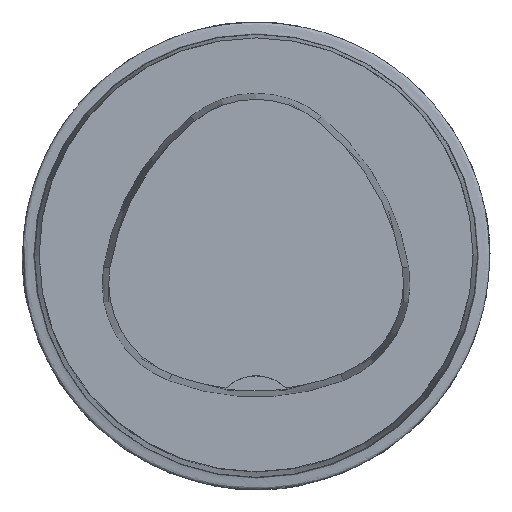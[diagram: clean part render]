
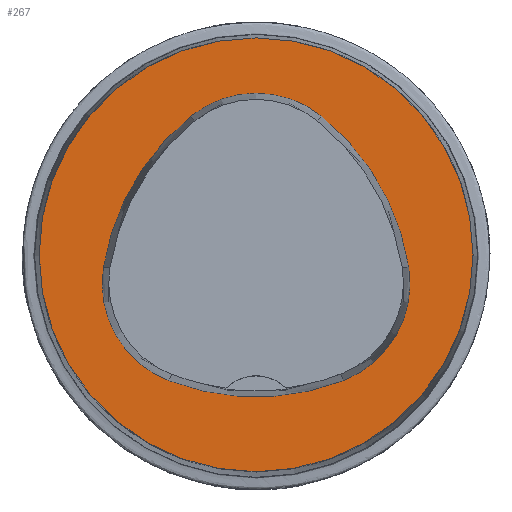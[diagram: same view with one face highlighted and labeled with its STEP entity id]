
A CAD part, top view. The second image highlights one B-rep face of the part: STEP entity #267.
In plain terms, the highlighted planar face has unit normal (0, 0, 1).
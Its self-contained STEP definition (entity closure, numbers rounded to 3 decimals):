
#232=FACE_BOUND('',#385,.T.);
#233=FACE_BOUND('',#386,.T.);
#267=ADVANCED_FACE('',(#232,#233),#289,.T.);
#289=PLANE('',#903);
#385=EDGE_LOOP('',(#502,#503,#504,#505,#506,#507));
#386=EDGE_LOOP('',(#508));
#502=ORIENTED_EDGE('',*,*,#666,.T.);
#503=ORIENTED_EDGE('',*,*,#646,.T.);
#504=ORIENTED_EDGE('',*,*,#650,.T.);
#505=ORIENTED_EDGE('',*,*,#653,.T.);
#506=ORIENTED_EDGE('',*,*,#656,.T.);
#507=ORIENTED_EDGE('',*,*,#664,.T.);
#508=ORIENTED_EDGE('',*,*,#637,.F.);
#579=VERTEX_POINT('',#1270);
#588=VERTEX_POINT('',#1289);
#589=VERTEX_POINT('',#1290);
#592=VERTEX_POINT('',#1298);
#594=VERTEX_POINT('',#1304);
#596=VERTEX_POINT('',#1310);
#603=VERTEX_POINT('',#1331);
#637=EDGE_CURVE('',#579,#579,#702,.T.);
#646=EDGE_CURVE('',#588,#589,#703,.T.);
#650=EDGE_CURVE('',#589,#592,#705,.T.);
#653=EDGE_CURVE('',#592,#594,#707,.T.);
#656=EDGE_CURVE('',#594,#596,#709,.T.);
#664=EDGE_CURVE('',#596,#603,#713,.T.);
#666=EDGE_CURVE('',#603,#588,#715,.T.);
#702=CIRCLE('',#875,25.);
#703=CIRCLE('',#881,28.);
#705=CIRCLE('',#884,12.);
#707=CIRCLE('',#887,28.);
#709=CIRCLE('',#890,12.);
#713=CIRCLE('',#895,28.);
#715=CIRCLE('',#898,12.);
#875=AXIS2_PLACEMENT_3D('',#1269,#1049,#1050);
#881=AXIS2_PLACEMENT_3D('',#1288,#1065,#1066);
#884=AXIS2_PLACEMENT_3D('',#1297,#1073,#1074);
#887=AXIS2_PLACEMENT_3D('',#1303,#1080,#1081);
#890=AXIS2_PLACEMENT_3D('',#1309,#1087,#1088);
#895=AXIS2_PLACEMENT_3D('',#1332,#1099,#1100);
#898=AXIS2_PLACEMENT_3D('',#1335,#1105,#1106);
#903=AXIS2_PLACEMENT_3D('',#1340,#1115,#1116);
#1049=DIRECTION('',(0.,0.,-1.));
#1050=DIRECTION('',(-1.,0.,0.));
#1065=DIRECTION('',(0.,0.,-1.));
#1066=DIRECTION('',(-1.,0.,0.));
#1073=DIRECTION('',(0.,0.,-1.));
#1074=DIRECTION('',(-1.,0.,0.));
#1080=DIRECTION('',(0.,0.,-1.));
#1081=DIRECTION('',(-1.,0.,0.));
#1087=DIRECTION('',(0.,0.,-1.));
#1088=DIRECTION('',(-1.,0.,0.));
#1099=DIRECTION('',(0.,0.,-1.));
#1100=DIRECTION('',(-1.,0.,0.));
#1105=DIRECTION('',(0.,0.,-1.));
#1106=DIRECTION('',(-1.,0.,0.));
#1115=DIRECTION('',(0.,0.,1.));
#1116=DIRECTION('',(1.,0.,0.));
#1269=CARTESIAN_POINT('',(0.,0.,0.));
#1270=CARTESIAN_POINT('',(-25.,0.,0.));
#1288=CARTESIAN_POINT('',(10.068,-5.824,0.));
#1289=CARTESIAN_POINT('',(-17.584,-1.424,0.));
#1290=CARTESIAN_POINT('',(-7.531,15.953,0.));
#1297=CARTESIAN_POINT('',(0.011,6.62,0.));
#1298=CARTESIAN_POINT('',(7.567,15.942,0.));
#1303=CARTESIAN_POINT('',(-10.063,-5.81,0.));
#1304=CARTESIAN_POINT('',(17.59,-1.418,0.));
#1309=CARTESIAN_POINT('',(5.739,-3.3,0.));
#1310=CARTESIAN_POINT('',(10.05,-14.499,0.));
#1331=CARTESIAN_POINT('',(-10.025,-14.516,0.));
#1332=CARTESIAN_POINT('',(-0.01,11.631,0.));
#1335=CARTESIAN_POINT('',(-5.733,-3.31,0.));
#1340=CARTESIAN_POINT('',(0.,0.,0.));
